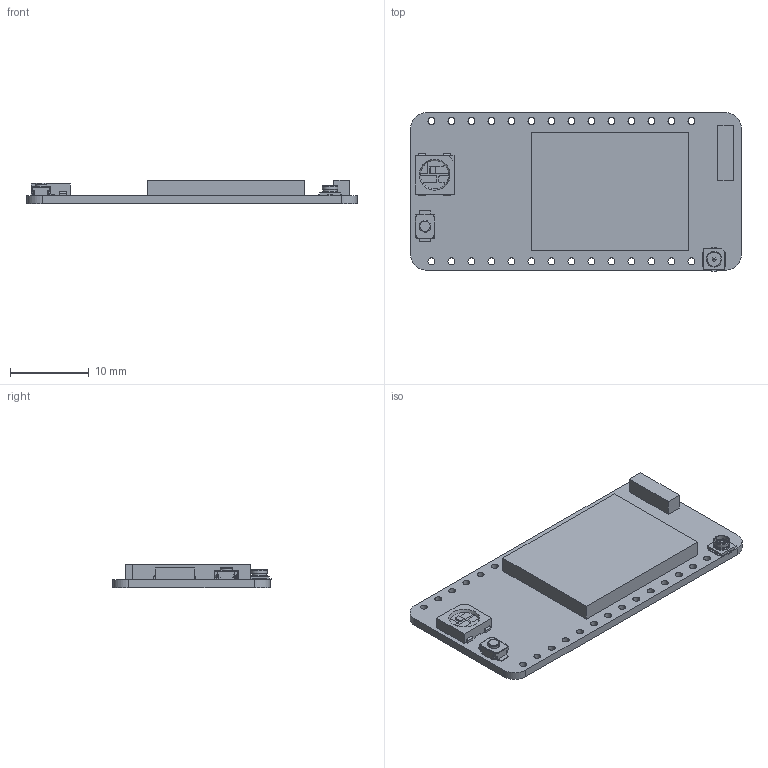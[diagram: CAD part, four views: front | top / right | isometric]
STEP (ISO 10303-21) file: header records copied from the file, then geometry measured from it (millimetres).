
FILE_DESCRIPTION(('FreeCAD Model'),'2;1');
FILE_NAME( 'WiPy_smd_pads.step' ,'2020-08-26T12:59:01',('Author'),(''), 'Open CASCADE STEP processor 7.3','FreeCAD','Unknown');
FILE_SCHEMA(('AUTOMOTIVE_DESIGN { 1 0 10303 214 1 1 1 1 }'));
Length unit declared in the file: millimetre
Products named in the file (13): D1; WS2812_RGB_LED_updated_RGB8421504; Board; Open_CASCADE_STEP_translator_6.8_2.1.1; Free-Models; U.FL_RGB8421504; SOLID228; TACT_SW_RGB8421504; SOLID208; 5750131904; Extruded; 5750138864; Extruded001
Assembly tree (10 placements, depth 3):
  D1
    WS2812_RGB_LED_updated_RGB8421504
  Board
    Open_CASCADE_STEP_translator_6.8_2.1.1
  Free-Models
    U.FL_RGB8421504
      SOLID228
    TACT_SW_RGB8421504
      SOLID208
    5750131904
      Extruded
    5750138864
      Extruded001
Bounding box: 42 x 20.15 x 3.04 mm (x, y, z)
Volume: 1522.9 mm3; surface area: 2802.9 mm2
Topology: 6 solids, 6 shells, 423 faces, 1124 edges, 690 vertices
Faces by surface type: plane 224, cylinder 157, torus 20, sphere 17, cone 3, bspline 2
Full cylindrical faces by diameter (mm): 0.889 x28, 1.146 x1, 1.5 x1
Entity records: 33074 total; most frequent: CARTESIAN_POINT 8085, DIRECTION 4313, LINE 2632, VECTOR 2632, ORIENTED_EDGE 2214, PCURVE 2214, DEFINITIONAL_REPRESENTATION 2214, EDGE_CURVE 1107
